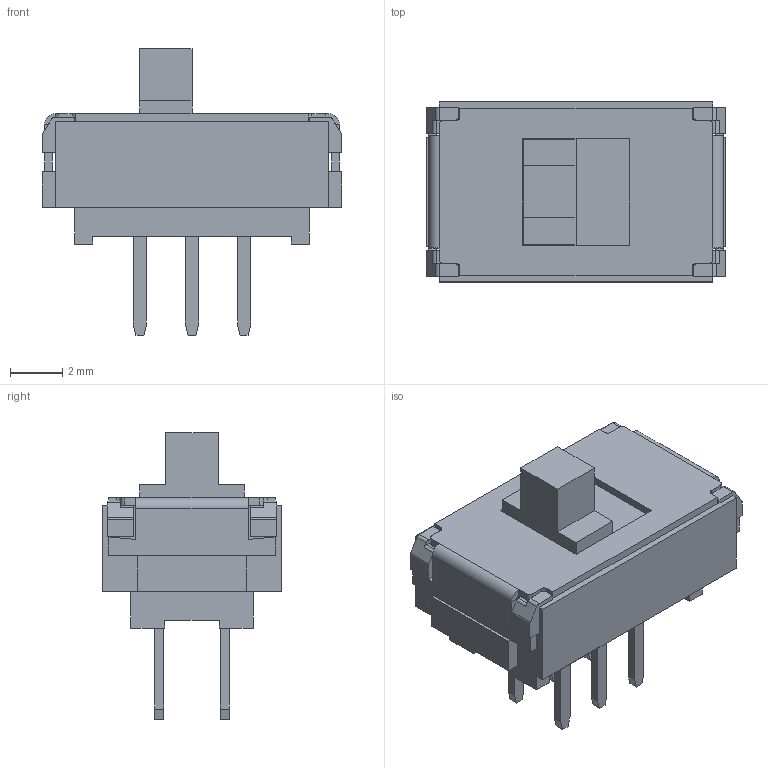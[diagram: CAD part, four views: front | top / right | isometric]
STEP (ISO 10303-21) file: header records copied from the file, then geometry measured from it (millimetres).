
FILE_DESCRIPTION(/* description */ (''),/* implementation_level */ '2;1');
FILE_NAME(/* name */ 'EG2209.stp',/* time_stamp */ '2025-03-03T09:25:07-06:00',/* author */ ('mwilliams'),/* organization */ (''),/* preprocessor_version */ 'ST-DEVELOPER v18.1',/* originating_system */ 'Autodesk Inventor 2022',/* authorisation */ '');
FILE_SCHEMA (('AUTOMOTIVE_DESIGN { 1 0 10303 214 3 1 1 }'));
Length unit declared in the file: inch
Products named in the file (1): 000019563_Simplify_1
Bounding box: 11.5 x 6.9 x 11 mm (x, y, z)
Volume: 334.3 mm3; surface area: 444 mm2
Topology: 1 solids, 1 shells, 201 faces, 542 edges, 352 vertices
Faces by surface type: plane 173, cylinder 28
Entity records: 6495 total; most frequent: CARTESIAN_POINT 1100, ORIENTED_EDGE 1092, DIRECTION 1006, EDGE_CURVE 546, LINE 490, VECTOR 490, VERTEX_POINT 352, AXIS2_PLACEMENT_3D 258
